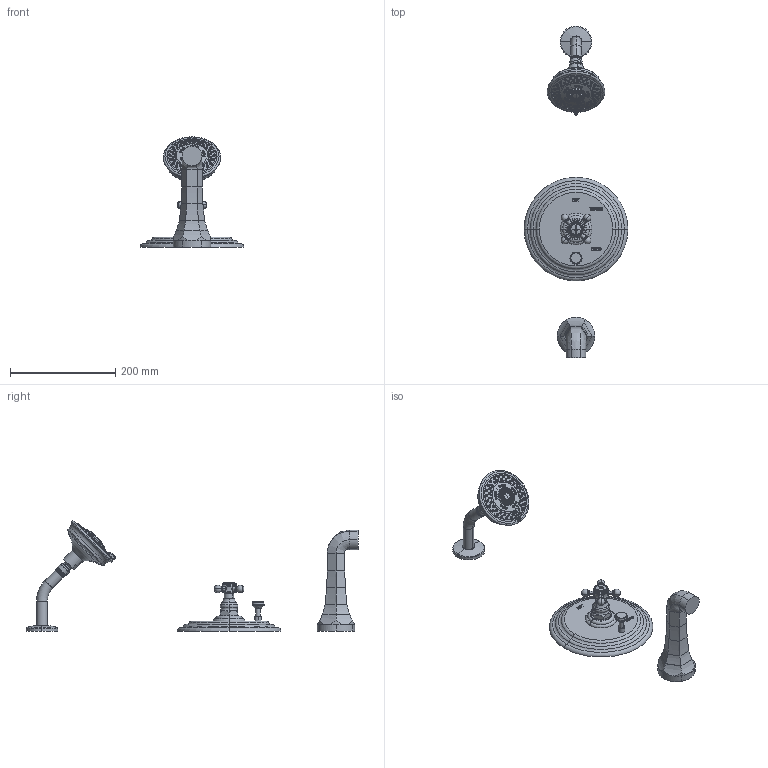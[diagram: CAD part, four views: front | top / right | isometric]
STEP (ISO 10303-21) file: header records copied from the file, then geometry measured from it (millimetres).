
FILE_DESCRIPTION((''),'2;1');
FILE_NAME('3-922BP','2021-05-25T17:09:37',('jinson.thomas'),(''),'CREO PARAMETRIC BY PTC INC, 2018400','CREO PARAMETRIC BY PTC INC, 2018400','');
FILE_SCHEMA(('CONFIG_CONTROL_DESIGN'));
Products named in the file (1): 3-922BP
Bounding box: 196.85 x 630.81 x 209.53 mm (x, y, z)
Volume: 1159764.9 mm3; surface area: 160162.9 mm2
Topology: 3 solids, 3 shells, 1472 faces, 3244 edges, 1948 vertices
Faces by surface type: torus 395, cone 324, plane 282, cylinder 243, bspline 142, extrusion 64, sphere 20, revolution 2
Entity records: 65518 total; most frequent: CARTESIAN_POINT 34199, ORIENTED_EDGE 6464, DIRECTION 6376, EDGE_CURVE 3232, AXIS2_PLACEMENT_3D 2641, VERTEX_POINT 1948, EDGE_LOOP 1670, FACE_OUTER_BOUND 1472
